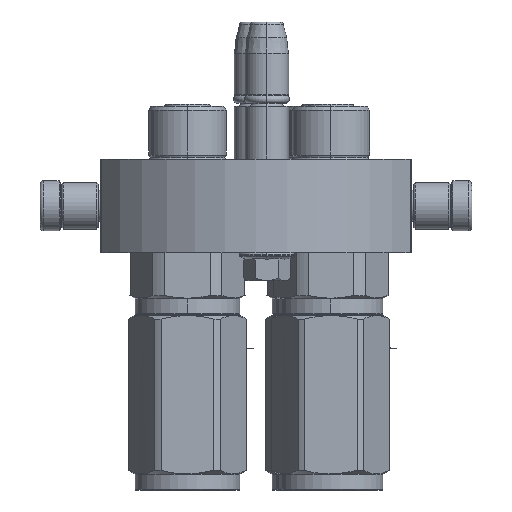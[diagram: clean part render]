
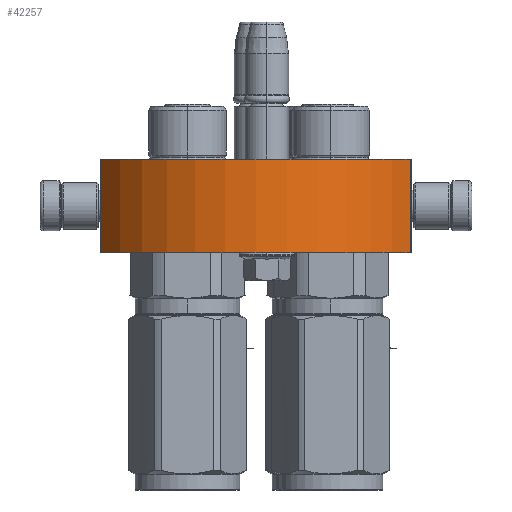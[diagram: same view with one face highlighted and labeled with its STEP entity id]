
A CAD part, left-side view. The second image highlights one B-rep face of the part: STEP entity #42257.
In plain terms, the highlighted cylindrical face has radius 57.25 mm (diameter 114.5 mm), a partial arc.
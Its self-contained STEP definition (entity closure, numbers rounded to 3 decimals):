
#1973 = CIRCLE ( 'NONE', #32649, 57.25 ) ;
#3169 = CARTESIAN_POINT ( 'NONE',  ( 49.5, 0., -28.763 ) ) ;
#5027 = VERTEX_POINT ( 'NONE', #27642 ) ;
#7895 = AXIS2_PLACEMENT_3D ( 'NONE', #45796, #60009, #51009 ) ;
#8563 = DIRECTION ( 'NONE',  ( 0., 1., 0. ) ) ;
#8645 = CARTESIAN_POINT ( 'NONE',  ( 49.5, 0., -28.763 ) ) ;
#8989 = LINE ( 'NONE', #3169, #34659 ) ;
#11870 = EDGE_CURVE ( 'NONE', #45755, #5027, #8989, .T. ) ;
#12605 = DIRECTION ( 'NONE',  ( 0., 1., 0. ) ) ;
#12807 = CIRCLE ( 'NONE', #50306, 57.25 ) ;
#13807 = EDGE_CURVE ( 'NONE', #5027, #27573, #1973, .T. ) ;
#14586 = ORIENTED_EDGE ( 'NONE', *, *, #13807, .F. ) ;
#17847 = CARTESIAN_POINT ( 'NONE',  ( -49.5, 0., -28.763 ) ) ;
#26177 = DIRECTION ( 'NONE',  ( 0.865, 0., -0.502 ) ) ;
#27573 = VERTEX_POINT ( 'NONE', #39501 ) ;
#27642 = CARTESIAN_POINT ( 'NONE',  ( 49.5, 30., -28.763 ) ) ;
#28753 = ORIENTED_EDGE ( 'NONE', *, *, #56965, .T. ) ;
#30883 = ORIENTED_EDGE ( 'NONE', *, *, #34136, .T. ) ;
#32649 = AXIS2_PLACEMENT_3D ( 'NONE', #40318, #54347, #26177 ) ;
#34136 = EDGE_CURVE ( 'NONE', #49936, #27573, #57697, .T. ) ;
#34546 = CARTESIAN_POINT ( 'NONE',  ( 0., 0., 0. ) ) ;
#34659 = VECTOR ( 'NONE', #12605, 1000. ) ;
#36299 = ORIENTED_EDGE ( 'NONE', *, *, #11870, .F. ) ;
#39195 = CARTESIAN_POINT ( 'NONE',  ( -49.5, 0., -28.763 ) ) ;
#39501 = CARTESIAN_POINT ( 'NONE',  ( -49.5, 30., -28.763 ) ) ;
#40318 = CARTESIAN_POINT ( 'NONE',  ( 0., 30., 0. ) ) ;
#40428 = EDGE_LOOP ( 'NONE', ( #14586, #36299, #28753, #30883 ) ) ;
#42257 = ADVANCED_FACE ( 'NONE', ( #52806 ), #43212, .T. ) ;
#43212 = CYLINDRICAL_SURFACE ( 'NONE', #7895, 57.25 ) ;
#45202 = VECTOR ( 'NONE', #8563, 1000. ) ;
#45755 = VERTEX_POINT ( 'NONE', #8645 ) ;
#45796 = CARTESIAN_POINT ( 'NONE',  ( 0., 0., 0. ) ) ;
#48217 = DIRECTION ( 'NONE',  ( 0., 1., 0. ) ) ;
#49936 = VERTEX_POINT ( 'NONE', #39195 ) ;
#50306 = AXIS2_PLACEMENT_3D ( 'NONE', #34546, #48217, #57617 ) ;
#51009 = DIRECTION ( 'NONE',  ( 1., 0., 0. ) ) ;
#52806 = FACE_OUTER_BOUND ( 'NONE', #40428, .T. ) ;
#54347 = DIRECTION ( 'NONE',  ( 0., 1., 0. ) ) ;
#56965 = EDGE_CURVE ( 'NONE', #45755, #49936, #12807, .T. ) ;
#57617 = DIRECTION ( 'NONE',  ( 0.865, 0., -0.502 ) ) ;
#57697 = LINE ( 'NONE', #17847, #45202 ) ;
#60009 = DIRECTION ( 'NONE',  ( 0., -1., 0. ) ) ;
